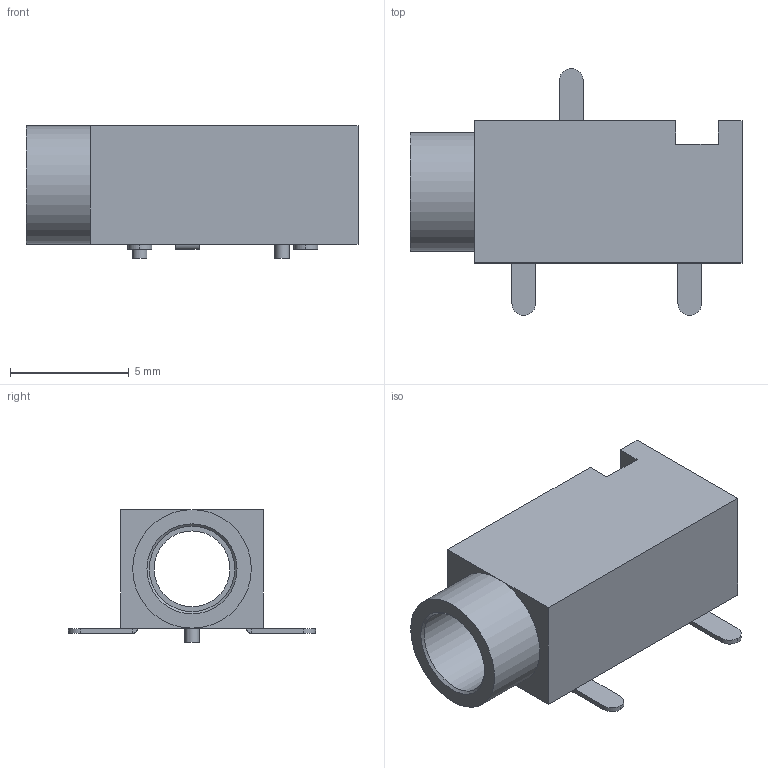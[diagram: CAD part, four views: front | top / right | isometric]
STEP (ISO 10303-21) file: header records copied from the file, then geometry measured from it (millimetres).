
FILE_DESCRIPTION(('FreeCAD Model'),'2;1');
FILE_NAME('Open CASCADE Shape Model','2023-04-09T15:25:18',(''),(''), 'Open CASCADE STEP processor 7.6','FreeCAD','Unknown');
FILE_SCHEMA(('AUTOMOTIVE_DESIGN { 1 0 10303 214 1 1 1 1 }'));
Length unit declared in the file: millimetre
Products named in the file (3): B; Body003; Pads001
Assembly tree (2 placements, depth 2):
  B
    Body003
    Pads001
Bounding box: 14 x 10.42 x 5.6 mm (x, y, z)
Volume: 243.5 mm3; surface area: 521.7 mm2
Topology: 4 solids, 4 shells, 70 faces, 149 edges, 90 vertices
Faces by surface type: plane 51, cylinder 18, cone 1
Full cylindrical faces by diameter (mm): 0.6 x2, 3.2 x1, 3.6 x2, 5 x1
Entity records: 1932 total; most frequent: DIRECTION 333, CARTESIAN_POINT 312, ORIENTED_EDGE 298, EDGE_CURVE 149, AXIS2_PLACEMENT_3D 111, LINE 111, VECTOR 111, VERTEX_POINT 90
